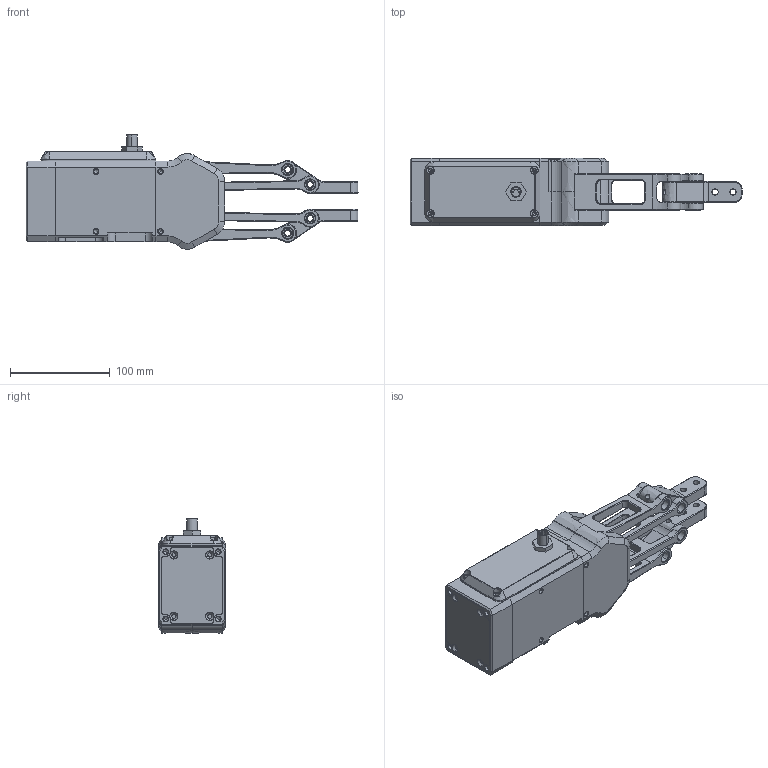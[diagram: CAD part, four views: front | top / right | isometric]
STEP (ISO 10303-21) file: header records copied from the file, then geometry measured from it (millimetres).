
FILE_DESCRIPTION(('FreeCAD Model'),'2;1');
FILE_NAME('Open CASCADE Shape Model','2025-04-25T19:05:27',('FreeCAD'),( 'FreeCAD'),'Open CASCADE STEP processor 7.6','FreeCAD','Unknown');
FILE_SCHEMA(('AUTOMOTIVE_DESIGN { 1 0 10303 214 1 1 1 1 }'));
Products named in the file (1): Open CASCADE STEP translator 7.6 1
Bounding box: 332.58 x 67.48 x 114.54 mm (x, y, z)
Volume: 978714 mm3; surface area: 221969.3 mm2
Topology: 13 solids, 13 shells, 1250 faces, 3157 edges, 1930 vertices
Faces by surface type: bspline 1250
Entity records: 39097 total; most frequent: CARTESIAN_POINT 21217, ORIENTED_EDGE 6230, EDGE_CURVE 3115, B_SPLINE_CURVE_WITH_KNOTS 2032, VERTEX_POINT 1930, FACE_BOUND 1399, EDGE_LOOP 1399, ADVANCED_FACE 1250
